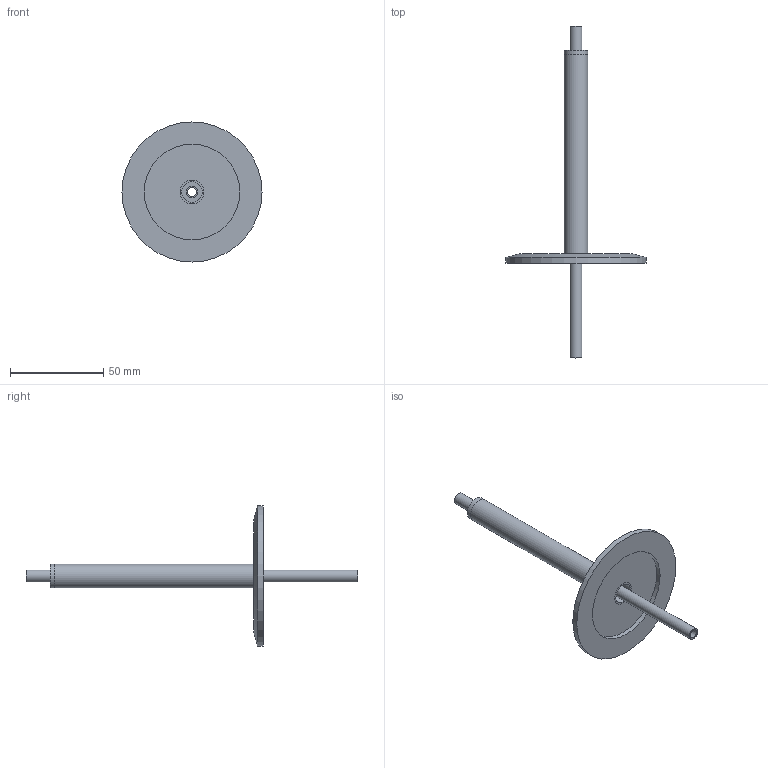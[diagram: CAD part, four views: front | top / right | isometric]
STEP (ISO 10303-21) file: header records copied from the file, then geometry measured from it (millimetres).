
FILE_DESCRIPTION(/* description */ (''),/* implementation_level */ '2;1');
FILE_NAME(/* name */ 'FL-LNF1-50KF.stp',/* time_stamp */ '2019-03-15T11:33:39+00:00',/* author */ ('paul'),/* organization */ (''),/* preprocessor_version */ 'ST-DEVELOPER v17.2',/* originating_system */ 'Autodesk Inventor 2019',/* authorisation */ '');
FILE_SCHEMA (('AUTOMOTIVE_DESIGN { 1 0 10303 214 3 1 1 }'));
Length unit declared in the file: millimetre
Products named in the file (6): FL-LNF1-50KF; tube assy for KF long; washer; big tube long for KF; small tube; FL-50KF
Assembly tree (5 placements, depth 3):
  FL-LNF1-50KF
    tube assy for KF long
      washer
      big tube long for KF
      small tube
    FL-50KF
Bounding box: 75 x 177.8 x 75 mm (x, y, z)
Volume: 21478.5 mm3; surface area: 24703.8 mm2
Topology: 4 solids, 4 shells, 21 faces, 37 edges, 26 vertices
Faces by surface type: cylinder 10, plane 10, cone 1
Full cylindrical faces by diameter (mm): 4.76 x1, 6.35 x2, 10.9 x2, 12.7 x3, 51.2 x1, 75 x1
Entity records: 761 total; most frequent: DIRECTION 127, CARTESIAN_POINT 95, ORIENTED_EDGE 74, AXIS2_PLACEMENT_3D 58, EDGE_CURVE 37, EDGE_LOOP 31, CIRCLE 26, VERTEX_POINT 26
